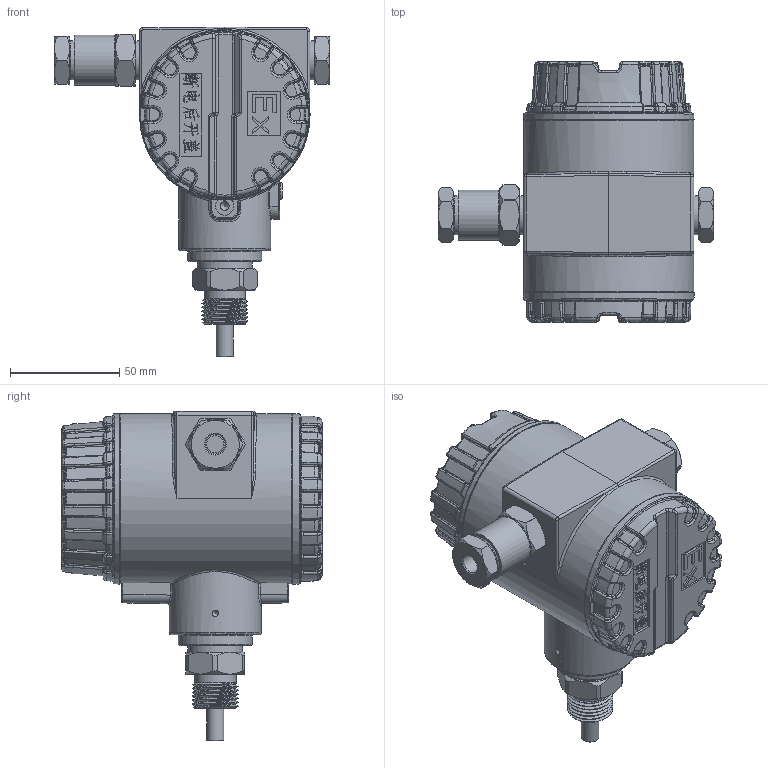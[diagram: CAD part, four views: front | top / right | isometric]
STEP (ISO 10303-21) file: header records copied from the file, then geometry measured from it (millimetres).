
FILE_DESCRIPTION(/* description */ (''),/* implementation_level */ '2;1');
FILE_NAME(/* name */ '_3D_FS800-G12M G12外螺纹-防爆表头.stp',/* time_stamp */ '2023-03-03T09:01:41+08:00',/* author */ (''),/* organization */ (''),/* preprocessor_version */ 'ST-DEVELOPER v16',/* originating_system */ 'SIEMENS PLM Software NX 10.0',/* authorisation */ '');
FILE_SCHEMA (('CONFIG_CONTROL_DESIGN'));
Products named in the file (1): 9632720688685934
\X0\_stp
Bounding box: 126.01 x 119.1 x 151.08 mm (x, y, z)
Volume: 293789.3 mm3; surface area: 105195.8 mm2
Topology: 2 solids, 3 shells, 2431 faces, 6134 edges, 3697 vertices
Faces by surface type: plane 927, bspline 597, cylinder 368, torus 261, cone 185, sphere 92, extrusion 1
Full cylindrical faces by diameter (mm): 3.3 x1, 6 x1, 8 x3, 8.458 x2, 8.955 x2, 9 x1, 10 x1, 18 x7, 18.5 x6, 18.706 x11, 19 x1, 22 x1, 23 x1, 25 x1, 27 x2, 34 x1, 42.195 x1, 46 x1, 54.7 x2, 59.819 x1, 68.516 x1
Entity records: 93324 total; most frequent: CARTESIAN_POINT 41752, ORIENTED_EDGE 11728, DIRECTION 9129, EDGE_CURVE 5864, VERTEX_POINT 3619, AXIS2_PLACEMENT_3D 3217, VECTOR 2695, LINE 2694
